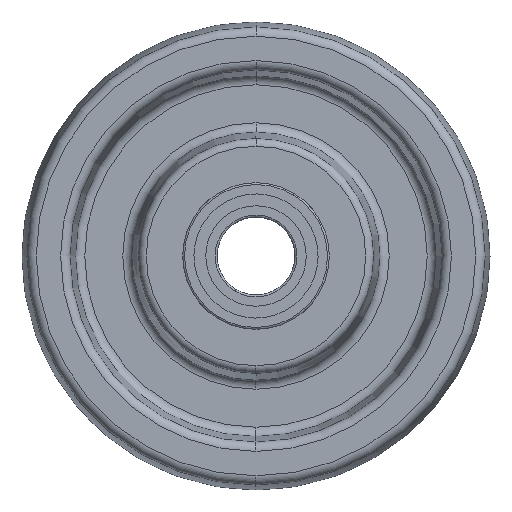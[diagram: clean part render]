
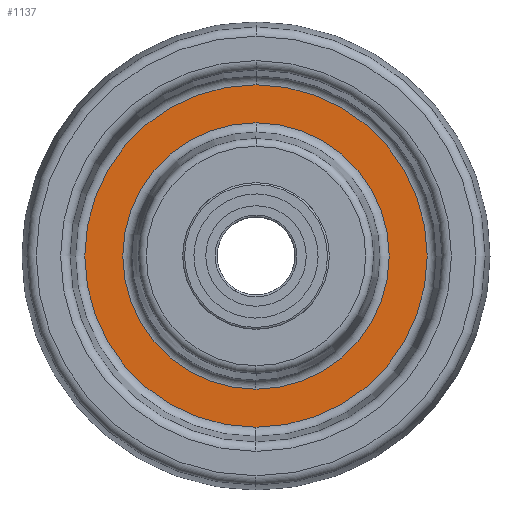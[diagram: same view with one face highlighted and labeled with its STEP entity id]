
A CAD part, left-side view. The second image highlights one B-rep face of the part: STEP entity #1137.
In plain terms, the highlighted planar face has unit normal (-1, 0, 0).
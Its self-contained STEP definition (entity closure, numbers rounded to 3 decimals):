
#86 = AXIS2_PLACEMENT_3D ( 'NONE', #4981, #7269, #3737 ) ;
#454 = DIRECTION ( 'NONE',  ( 0., 0., 1. ) ) ;
#493 = EDGE_LOOP ( 'NONE', ( #7390, #5829 ) ) ;
#643 = VERTEX_POINT ( 'NONE', #1989 ) ;
#654 = ORIENTED_EDGE ( 'NONE', *, *, #7019, .F. ) ;
#986 = EDGE_CURVE ( 'NONE', #3095, #6155, #2135, .T. ) ;
#1137 = ADVANCED_FACE ( 'NONE', ( #4381, #2180 ), #4879, .F. ) ;
#1145 = EDGE_CURVE ( 'NONE', #6155, #3095, #2730, .T. ) ;
#1451 = CARTESIAN_POINT ( 'NONE',  ( -6.5, 0., 0. ) ) ;
#1492 = VERTEX_POINT ( 'NONE', #2776 ) ;
#1557 = EDGE_LOOP ( 'NONE', ( #5542, #654 ) ) ;
#1583 = EDGE_CURVE ( 'NONE', #643, #1492, #6642, .T. ) ;
#1970 = DIRECTION ( 'NONE',  ( 0., 0., -1. ) ) ;
#1989 = CARTESIAN_POINT ( 'NONE',  ( -6.5, 0., 42.685 ) ) ;
#2135 = CIRCLE ( 'NONE', #4160, 54.878 ) ;
#2180 = FACE_OUTER_BOUND ( 'NONE', #493, .T. ) ;
#2199 = CARTESIAN_POINT ( 'NONE',  ( -6.5, 0., 0. ) ) ;
#2454 = CARTESIAN_POINT ( 'NONE',  ( -6.5, 0., -54.878 ) ) ;
#2543 = DIRECTION ( 'NONE',  ( 1., 0., 0. ) ) ;
#2730 = CIRCLE ( 'NONE', #86, 54.878 ) ;
#2776 = CARTESIAN_POINT ( 'NONE',  ( -6.5, 0., -42.685 ) ) ;
#2802 = DIRECTION ( 'NONE',  ( -1., 0., 0. ) ) ;
#3083 = DIRECTION ( 'NONE',  ( 0., 0., 1. ) ) ;
#3095 = VERTEX_POINT ( 'NONE', #6855 ) ;
#3737 = DIRECTION ( 'NONE',  ( 0., 0., 1. ) ) ;
#3808 = CARTESIAN_POINT ( 'NONE',  ( -6.5, 42.685, 0. ) ) ;
#4160 = AXIS2_PLACEMENT_3D ( 'NONE', #5409, #6564, #3083 ) ;
#4310 = AXIS2_PLACEMENT_3D ( 'NONE', #2199, #2802, #454 ) ;
#4381 = FACE_BOUND ( 'NONE', #1557, .T. ) ;
#4691 = AXIS2_PLACEMENT_3D ( 'NONE', #1451, #5421, #7265 ) ;
#4879 = PLANE ( 'NONE',  #6929 ) ;
#4981 = CARTESIAN_POINT ( 'NONE',  ( -6.5, 0., 0. ) ) ;
#5409 = CARTESIAN_POINT ( 'NONE',  ( -6.5, 0., 0. ) ) ;
#5421 = DIRECTION ( 'NONE',  ( -1., 0., 0. ) ) ;
#5542 = ORIENTED_EDGE ( 'NONE', *, *, #1583, .F. ) ;
#5829 = ORIENTED_EDGE ( 'NONE', *, *, #1145, .T. ) ;
#6155 = VERTEX_POINT ( 'NONE', #2454 ) ;
#6384 = CIRCLE ( 'NONE', #4691, 42.685 ) ;
#6564 = DIRECTION ( 'NONE',  ( -1., 0., 0. ) ) ;
#6642 = CIRCLE ( 'NONE', #4310, 42.685 ) ;
#6855 = CARTESIAN_POINT ( 'NONE',  ( -6.5, 0., 54.878 ) ) ;
#6929 = AXIS2_PLACEMENT_3D ( 'NONE', #3808, #2543, #1970 ) ;
#7019 = EDGE_CURVE ( 'NONE', #1492, #643, #6384, .T. ) ;
#7265 = DIRECTION ( 'NONE',  ( 0., 0., 1. ) ) ;
#7269 = DIRECTION ( 'NONE',  ( -1., 0., 0. ) ) ;
#7390 = ORIENTED_EDGE ( 'NONE', *, *, #986, .T. ) ;
